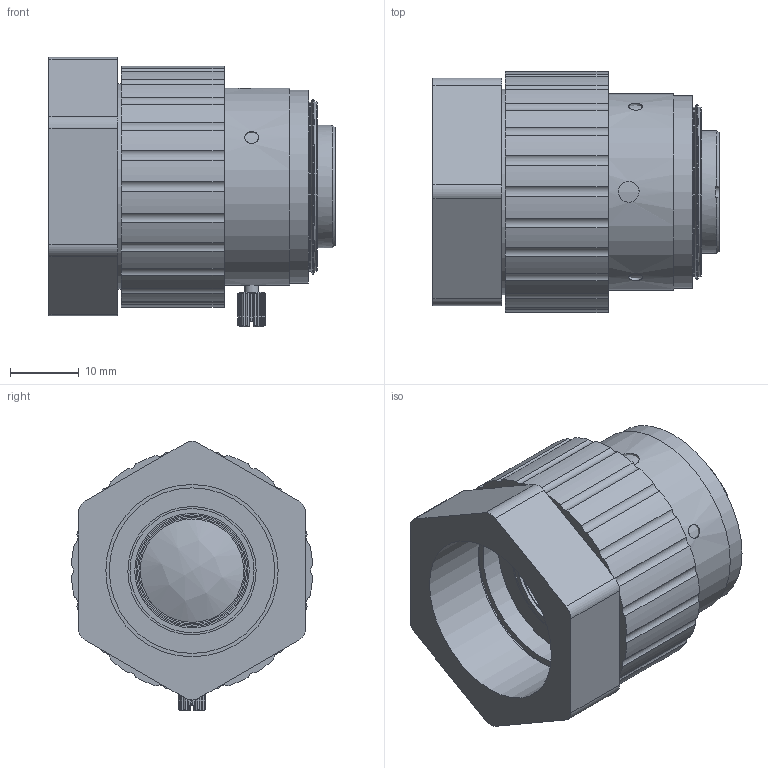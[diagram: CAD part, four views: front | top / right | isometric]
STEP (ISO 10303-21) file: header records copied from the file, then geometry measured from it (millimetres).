
FILE_DESCRIPTION (( 'STEP AP203' ), '1' );
FILE_NAME ('600105.STEP', '2024-11-18T09:21:46', ( 'Windows User' ), ( 'P R C' ), 'SwSTEP 2.0', 'SolidWorks 2020', '' );
FILE_SCHEMA (( 'CONFIG_CONTROL_DESIGN' ));
Length unit declared in the file: millimetre
Products named in the file (1): 600105
Bounding box: 41.49 x 34.97 x 39.04 mm (x, y, z)
Volume: 38030.9 mm3; surface area: 15271.7 mm2
Topology: 8 solids, 8 shells, 392 faces, 982 edges, 652 vertices
Faces by surface type: plane 183, cylinder 123, bspline 65, cone 21
Full cylindrical faces by diameter (mm): 1 x1, 1.7 x2, 2 x4, 2.5 x1, 3 x1, 12.5 x1, 13.6 x1, 15 x1, 15.2 x1, 15.4 x2, 15.8 x1, 16 x3, 16.2 x2, 16.6 x1, 17.8 x1, 18 x1, 18.6 x1, 18.8 x1, 24.008 x1, 24.3 x1, 24.541 x4, 25 x1, 25.4 x4, 25.8 x1, 28 x1, 28.6 x1, 29.8 x1, 30 x1, 31 x1, 31.2 x1
Entity records: 14697 total; most frequent: CARTESIAN_POINT 5940, ORIENTED_EDGE 1810, DIRECTION 1599, EDGE_CURVE 905, VERTEX_POINT 636, AXIS2_PLACEMENT_3D 579, EDGE_LOOP 503, LINE 441
